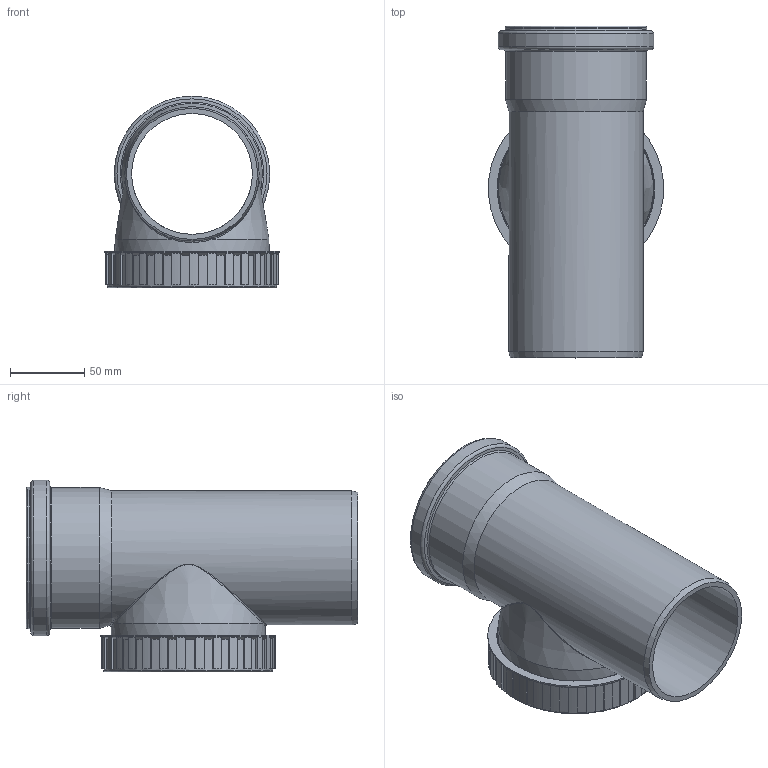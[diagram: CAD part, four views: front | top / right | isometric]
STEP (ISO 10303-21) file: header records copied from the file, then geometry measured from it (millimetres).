
FILE_DESCRIPTION(/* description */ (''),/* implementation_level */ '2;1');
FILE_NAME(/* name */ '334600 SKOLANsafeRE Reinigungsrohr DN_OD 90.stp',/* time_stamp */ '2018-01-09T11:10:16+01:00',/* author */ ('user1'),/* organization */ (''),/* preprocessor_version */ 'ST-DEVELOPER v16.1',/* originating_system */ 'Autodesk Inventor 2016',/* authorisation */ '');
FILE_SCHEMA (('AUTOMOTIVE_DESIGN { 1 0 10303 214 3 1 1 }'));
Length unit declared in the file: millimetre
Products named in the file (3): 334600 SKRE Reinigungsrohr DN_OD 90; 334600 SKRE Reinigungsrohr DN_OD 90 Deckel; 334600 SKOLANsafeRE Reinigungsrohr DN_OD 90
Assembly tree (2 placements, depth 2):
  334600 SKOLANsafeRE Reinigungsrohr DN_OD 90
    334600 SKRE Reinigungsrohr DN_OD 90
    334600 SKRE Reinigungsrohr DN_OD 90 Deckel
Bounding box: 117.78 x 223 x 128.85 mm (x, y, z)
Volume: 340771.9 mm3; surface area: 184718.3 mm2
Topology: 2 solids, 2 shells, 220 faces, 597 edges, 387 vertices
Faces by surface type: plane 113, cylinder 59, torus 23, cone 19, bspline 6
Full cylindrical faces by diameter (mm): 81.2 x1, 90.2 x1, 90.5 x1, 90.8 x2, 94.7 x1, 95 x1, 98 x2, 100.3 x1, 103.766 x2, 104.5 x1, 105 x1, 108 x1, 114 x1, 118 x1
Entity records: 7389 total; most frequent: CARTESIAN_POINT 1969, DIRECTION 1118, ORIENTED_EDGE 1086, EDGE_CURVE 543, AXIS2_PLACEMENT_3D 417, VERTEX_POINT 382, LINE 284, VECTOR 284
